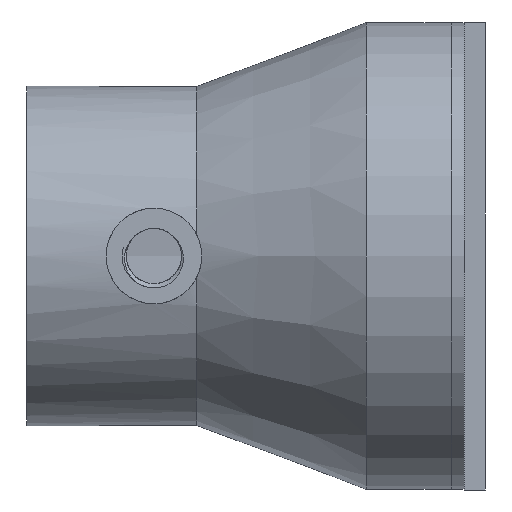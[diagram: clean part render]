
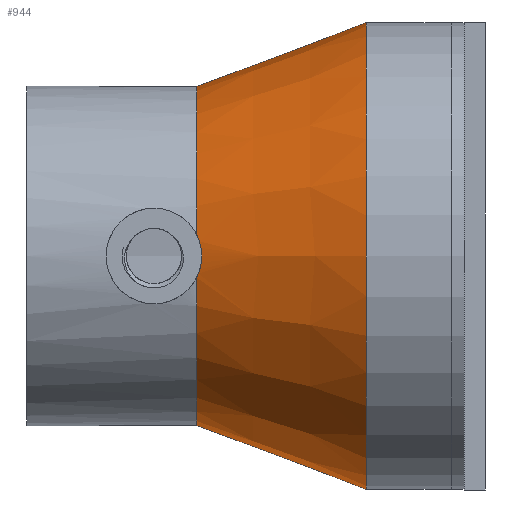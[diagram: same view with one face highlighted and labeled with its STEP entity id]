
A CAD part, left-side view. The second image highlights one B-rep face of the part: STEP entity #944.
In plain terms, the highlighted conical face has half-angle 20.556 degrees and reference radius 69.85 mm.
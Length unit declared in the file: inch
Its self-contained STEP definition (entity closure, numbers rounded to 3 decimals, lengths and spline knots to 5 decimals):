
#38=CONICAL_SURFACE('',#1026,2.75,0.359);
#75=CIRCLE('',#1027,2.75);
#76=CIRCLE('',#1028,2.);
#132=FACE_OUTER_BOUND('',#192,.T.);
#192=EDGE_LOOP('',(#760,#761,#762,#763,#764,#765));
#285=B_SPLINE_CURVE_WITH_KNOTS('',3,(#3160,#3161,#3162,#3163,#3164,#3165,
#3166,#3167),.UNSPECIFIED.,.F.,.F.,(4,2,2,4),(2.47456,2.77707,
3.07958,3.13067),.UNSPECIFIED.);
#286=B_SPLINE_CURVE_WITH_KNOTS('',3,(#3169,#3170,#3171,#3172,#3173,#3174,
#3175,#3176),.UNSPECIFIED.,.F.,.F.,(4,2,2,4),(1.81845,1.86954,
2.17205,2.47456),.UNSPECIFIED.);
#306=LINE('',#3190,#352);
#352=VECTOR('',#1182,2.75);
#432=VERTEX_POINT('',#3136);
#433=VERTEX_POINT('',#3159);
#434=VERTEX_POINT('',#3168);
#435=VERTEX_POINT('',#3189);
#548=EDGE_CURVE('',#433,#432,#285,.T.);
#549=EDGE_CURVE('',#434,#433,#286,.T.);
#551=EDGE_CURVE('',#433,#435,#306,.T.);
#552=EDGE_CURVE('',#435,#435,#75,.T.);
#553=EDGE_CURVE('',#432,#434,#76,.T.);
#760=ORIENTED_EDGE('',*,*,#549,.T.);
#761=ORIENTED_EDGE('',*,*,#551,.T.);
#762=ORIENTED_EDGE('',*,*,#552,.T.);
#763=ORIENTED_EDGE('',*,*,#551,.F.);
#764=ORIENTED_EDGE('',*,*,#548,.T.);
#765=ORIENTED_EDGE('',*,*,#553,.T.);
#944=ADVANCED_FACE('',(#132),#38,.T.);
#1026=AXIS2_PLACEMENT_3D('',#3188,#1180,#1181);
#1027=AXIS2_PLACEMENT_3D('',#3191,#1183,#1184);
#1028=AXIS2_PLACEMENT_3D('',#3192,#1185,#1186);
#1180=DIRECTION('center_axis',(0.,-1.,0.));
#1181=DIRECTION('ref_axis',(1.,0.,0.));
#1182=DIRECTION('',(-0.351,-0.936,0.));
#1183=DIRECTION('center_axis',(0.,1.,0.));
#1184=DIRECTION('ref_axis',(1.,0.,0.));
#1185=DIRECTION('center_axis',(0.,-1.,0.));
#1186=DIRECTION('ref_axis',(1.,0.,0.));
#3136=CARTESIAN_POINT('',(-1.98392,3.,-0.25312));
#3159=CARTESIAN_POINT('',(-2.02256,2.93983,0.));
#3160=CARTESIAN_POINT('Ctrl Pts',(-2.02256,2.93983,0.));
#3161=CARTESIAN_POINT('Ctrl Pts',(-2.02256,2.93983,-0.0397));
#3162=CARTESIAN_POINT('Ctrl Pts',(-2.01976,2.9441,-0.08018));
#3163=CARTESIAN_POINT('Ctrl Pts',(-2.00856,2.96138,-0.15946));
#3164=CARTESIAN_POINT('Ctrl Pts',(-2.00015,2.97439,-0.19825));
#3165=CARTESIAN_POINT('Ctrl Pts',(-1.9877,2.99401,-0.24096));
#3166=CARTESIAN_POINT('Ctrl Pts',(-1.98584,2.99695,-0.24707));
#3167=CARTESIAN_POINT('Ctrl Pts',(-1.98392,3.,-0.25312));
#3168=CARTESIAN_POINT('',(-1.98392,3.,0.25312));
#3169=CARTESIAN_POINT('Ctrl Pts',(-1.98392,3.,0.25312));
#3170=CARTESIAN_POINT('Ctrl Pts',(-1.98584,2.99695,0.24707));
#3171=CARTESIAN_POINT('Ctrl Pts',(-1.9877,2.99401,0.24096));
#3172=CARTESIAN_POINT('Ctrl Pts',(-2.00015,2.97439,0.19825));
#3173=CARTESIAN_POINT('Ctrl Pts',(-2.00856,2.96138,0.15946));
#3174=CARTESIAN_POINT('Ctrl Pts',(-2.01976,2.9441,0.08018));
#3175=CARTESIAN_POINT('Ctrl Pts',(-2.02256,2.93983,0.0397));
#3176=CARTESIAN_POINT('Ctrl Pts',(-2.02256,2.93983,0.));
#3188=CARTESIAN_POINT('Origin',(0.,1.,0.));
#3189=CARTESIAN_POINT('',(-2.75,1.,0.));
#3190=CARTESIAN_POINT('',(-2.75,1.,0.));
#3191=CARTESIAN_POINT('Origin',(0.,1.,0.));
#3192=CARTESIAN_POINT('Origin',(0.,3.,0.));
